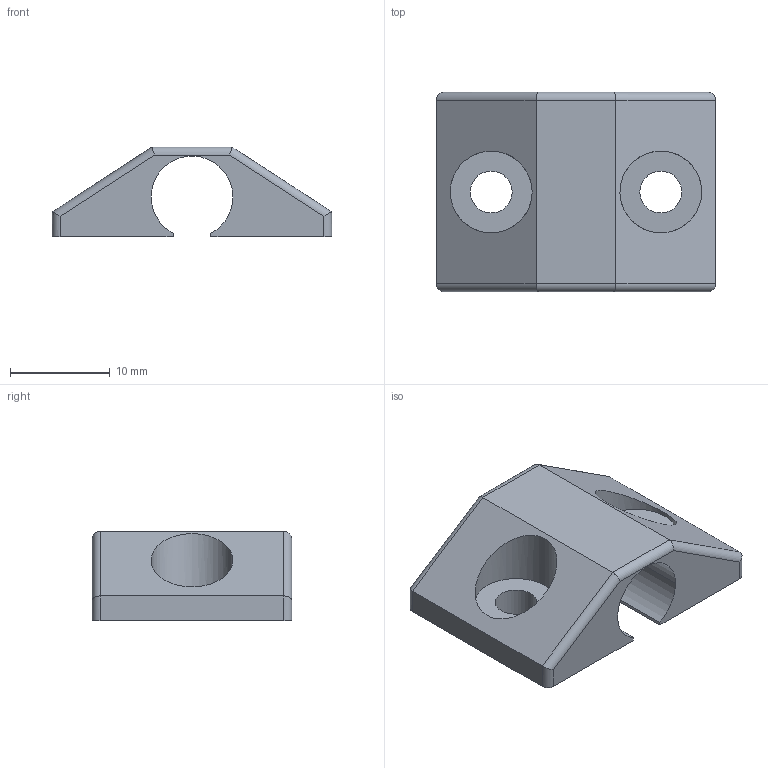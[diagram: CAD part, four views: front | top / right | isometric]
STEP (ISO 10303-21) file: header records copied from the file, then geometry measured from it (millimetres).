
FILE_DESCRIPTION(('FreeCAD Model'),'2;1');
FILE_NAME('Open CASCADE Shape Model','2022-04-17T11:45:13',('Author'),( ''),'Open CASCADE STEP processor 7.5','FreeCAD','Unknown');
FILE_SCHEMA(('AUTOMOTIVE_DESIGN { 1 0 10303 214 1 1 1 1 }'));
Length unit declared in the file: millimetre
Products named in the file (1): rod.holder001
Bounding box: 28 x 20 x 9 mm (x, y, z)
Volume: 2262.4 mm3; surface area: 2077.3 mm2
Topology: 1 solids, 1 shells, 29 faces, 67 edges, 42 vertices
Faces by surface type: cylinder 16, plane 13
Full cylindrical faces by diameter (mm): 4.2 x2, 8.2 x2
Entity records: 1856 total; most frequent: CARTESIAN_POINT 449, DIRECTION 265, LINE 143, VECTOR 143, ORIENTED_EDGE 134, PCURVE 134, DEFINITIONAL_REPRESENTATION 134, EDGE_CURVE 67
